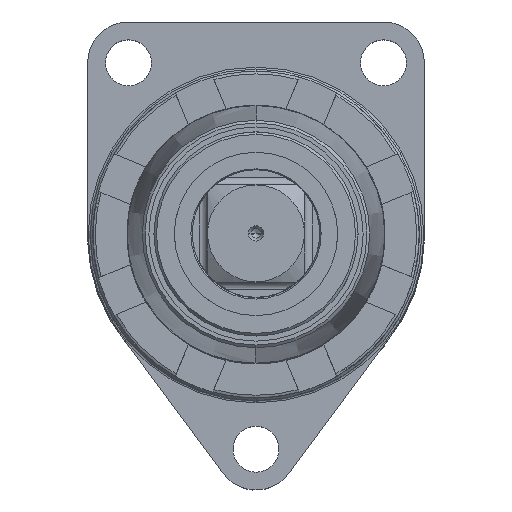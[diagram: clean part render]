
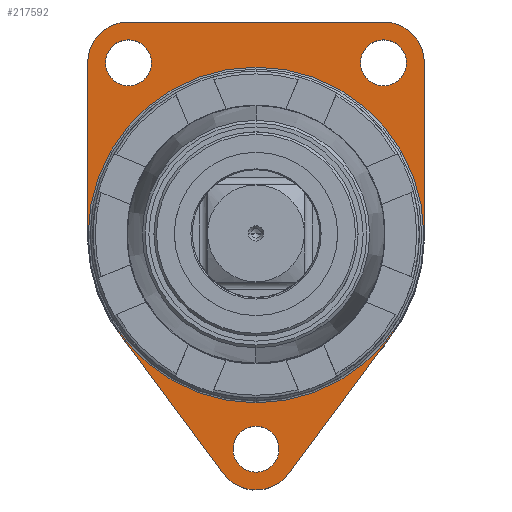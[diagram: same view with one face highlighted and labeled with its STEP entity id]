
A CAD part, top view. The second image highlights one B-rep face of the part: STEP entity #217592.
In plain terms, the highlighted planar face has unit normal (0, 0, 1).
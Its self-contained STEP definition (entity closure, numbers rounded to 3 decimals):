
#216044=DIRECTION('',(0.,-1.,0.));
#216045=VECTOR('',#216044,33.749);
#216046=CARTESIAN_POINT('',(-33.,33.749,-31.5));
#216047=LINE('',#216046,#216045);
#216051=CARTESIAN_POINT('',(-25.,33.749,-31.5));
#216052=DIRECTION('',(0.,0.,1.));
#216053=DIRECTION('',(0.,1.,0.));
#216054=AXIS2_PLACEMENT_3D('',#216051,#216052,#216053);
#216059=DIRECTION('',(-1.,0.,0.));
#216060=VECTOR('',#216059,50.);
#216061=CARTESIAN_POINT('',(25.,41.749,-31.5));
#216062=LINE('',#216061,#216060);
#216066=CARTESIAN_POINT('',(25.,33.749,-31.5));
#216067=DIRECTION('',(0.,0.,1.));
#216068=DIRECTION('',(1.,0.,0.));
#216069=AXIS2_PLACEMENT_3D('',#216066,#216067,#216068);
#216074=DIRECTION('',(0.,1.,0.));
#216075=VECTOR('',#216074,33.749);
#216076=CARTESIAN_POINT('',(33.,0.,-31.5));
#216077=LINE('',#216076,#216075);
#216081=CARTESIAN_POINT('',(0.,0.,-31.5));
#216082=DIRECTION('',(0.,0.,1.));
#216083=DIRECTION('',(0.804,-0.595,0.));
#216084=AXIS2_PLACEMENT_3D('',#216081,#216082,#216083);
#216089=DIRECTION('',(0.595,0.804,0.));
#216090=VECTOR('',#216089,33.749);
#216091=CARTESIAN_POINT('',(6.428,-46.762,-31.5));
#216092=LINE('',#216091,#216090);
#216096=CARTESIAN_POINT('',(0.,-42.,-31.5));
#216097=DIRECTION('',(0.,0.,1.));
#216098=DIRECTION('',(-0.804,-0.595,0.));
#216099=AXIS2_PLACEMENT_3D('',#216096,#216097,#216098);
#216104=DIRECTION('',(0.595,-0.804,0.));
#216105=VECTOR('',#216104,33.749);
#216106=CARTESIAN_POINT('',(-26.517,-19.643,-31.5));
#216107=LINE('',#216106,#216105);
#216111=CARTESIAN_POINT('',(0.,0.,-31.5));
#216112=DIRECTION('',(0.,0.,1.));
#216113=DIRECTION('',(-1.,0.,0.));
#216114=AXIS2_PLACEMENT_3D('',#216111,#216112,#216113);
#216119=CARTESIAN_POINT('',(-25.,33.749,-31.5));
#216120=DIRECTION('',(0.,0.,1.));
#216121=DIRECTION('',(-1.,0.,0.));
#216122=AXIS2_PLACEMENT_3D('',#216119,#216120,#216121);
#216127=CARTESIAN_POINT('',(-25.,33.749,-31.5));
#216128=DIRECTION('',(0.,0.,1.));
#216129=DIRECTION('',(1.,0.,0.));
#216130=AXIS2_PLACEMENT_3D('',#216127,#216128,#216129);
#216135=CARTESIAN_POINT('',(0.,-42.,-31.5));
#216136=DIRECTION('',(0.,0.,1.));
#216137=DIRECTION('',(-1.,0.,0.));
#216138=AXIS2_PLACEMENT_3D('',#216135,#216136,#216137);
#216143=CARTESIAN_POINT('',(0.,-42.,-31.5));
#216144=DIRECTION('',(0.,0.,1.));
#216145=DIRECTION('',(1.,0.,0.));
#216146=AXIS2_PLACEMENT_3D('',#216143,#216144,#216145);
#216151=CARTESIAN_POINT('',(25.,33.749,-31.5));
#216152=DIRECTION('',(0.,0.,1.));
#216153=DIRECTION('',(-1.,0.,0.));
#216154=AXIS2_PLACEMENT_3D('',#216151,#216152,#216153);
#216159=CARTESIAN_POINT('',(25.,33.749,-31.5));
#216160=DIRECTION('',(0.,0.,1.));
#216161=DIRECTION('',(1.,0.,0.));
#216162=AXIS2_PLACEMENT_3D('',#216159,#216160,#216161);
#216167=CARTESIAN_POINT('',(0.,0.,-31.5));
#216168=DIRECTION('',(0.,0.,-1.));
#216169=DIRECTION('',(0.,1.,0.));
#216170=AXIS2_PLACEMENT_3D('',#216167,#216168,#216169);
#216175=CARTESIAN_POINT('',(0.,0.,-31.5));
#216176=DIRECTION('',(0.,0.,-1.));
#216177=DIRECTION('',(0.,-1.,0.));
#216178=AXIS2_PLACEMENT_3D('',#216175,#216176,#216177);
#216834=CARTESIAN_POINT('',(-25.,41.749,-31.5));
#216835=CARTESIAN_POINT('',(-33.,33.749,-31.5));
#216836=VERTEX_POINT('',#216834);
#216837=VERTEX_POINT('',#216835);
#216838=CARTESIAN_POINT('',(-33.,0.,-31.5));
#216839=VERTEX_POINT('',#216838);
#216840=CARTESIAN_POINT('',(-26.517,-19.643,-31.5));
#216841=VERTEX_POINT('',#216840);
#216842=CARTESIAN_POINT('',(-6.428,-46.762,-31.5));
#216843=VERTEX_POINT('',#216842);
#216844=CARTESIAN_POINT('',(6.428,-46.762,-31.5));
#216845=VERTEX_POINT('',#216844);
#216846=CARTESIAN_POINT('',(26.517,-19.643,-31.5));
#216847=VERTEX_POINT('',#216846);
#216848=CARTESIAN_POINT('',(33.,0.,-31.5));
#216849=VERTEX_POINT('',#216848);
#216866=CARTESIAN_POINT('',(-29.5,33.749,-31.5));
#216867=CARTESIAN_POINT('',(-20.5,33.749,-31.5));
#216868=VERTEX_POINT('',#216866);
#216869=VERTEX_POINT('',#216867);
#216874=CARTESIAN_POINT('',(-4.5,-42.,-31.5));
#216875=CARTESIAN_POINT('',(4.5,-42.,-31.5));
#216876=VERTEX_POINT('',#216874);
#216877=VERTEX_POINT('',#216875);
#216886=CARTESIAN_POINT('',(0.,32.9,-31.5));
#216887=CARTESIAN_POINT('',(0.,-32.9,-31.5));
#216888=VERTEX_POINT('',#216886);
#216889=VERTEX_POINT('',#216887);
#216894=CARTESIAN_POINT('',(33.,33.749,-31.5));
#216895=VERTEX_POINT('',#216894);
#216896=CARTESIAN_POINT('',(25.,41.749,-31.5));
#216897=VERTEX_POINT('',#216896);
#216902=CARTESIAN_POINT('',(20.5,33.749,-31.5));
#216903=CARTESIAN_POINT('',(29.5,33.749,-31.5));
#216904=VERTEX_POINT('',#216902);
#216905=VERTEX_POINT('',#216903);
#217543=CARTESIAN_POINT('',(0.,0.,-31.5));
#217544=DIRECTION('',(0.,0.,1.));
#217545=DIRECTION('',(1.,0.,0.));
#217546=AXIS2_PLACEMENT_3D('',#217543,#217544,#217545);
#217547=PLANE('',#217546);
#217549=ORIENTED_EDGE('',*,*,#217548,.F.);
#217551=ORIENTED_EDGE('',*,*,#217550,.F.);
#217553=ORIENTED_EDGE('',*,*,#217552,.F.);
#217555=ORIENTED_EDGE('',*,*,#217554,.F.);
#217557=ORIENTED_EDGE('',*,*,#217556,.F.);
#217559=ORIENTED_EDGE('',*,*,#217558,.F.);
#217561=ORIENTED_EDGE('',*,*,#217560,.F.);
#217563=ORIENTED_EDGE('',*,*,#217562,.F.);
#217565=ORIENTED_EDGE('',*,*,#217564,.F.);
#217567=ORIENTED_EDGE('',*,*,#217566,.F.);
#217568=EDGE_LOOP('',(#217549,#217551,#217553,#217555,#217557,#217559,#217561,
#217563,#217565,#217567));
#217569=FACE_OUTER_BOUND('',#217568,.F.);
#217571=ORIENTED_EDGE('',*,*,#217570,.T.);
#217573=ORIENTED_EDGE('',*,*,#217572,.T.);
#217574=EDGE_LOOP('',(#217571,#217573));
#217575=FACE_BOUND('',#217574,.F.);
#217577=ORIENTED_EDGE('',*,*,#217576,.T.);
#217579=ORIENTED_EDGE('',*,*,#217578,.T.);
#217580=EDGE_LOOP('',(#217577,#217579));
#217581=FACE_BOUND('',#217580,.F.);
#217583=ORIENTED_EDGE('',*,*,#217582,.T.);
#217585=ORIENTED_EDGE('',*,*,#217584,.T.);
#217586=EDGE_LOOP('',(#217583,#217585));
#217587=FACE_BOUND('',#217586,.F.);
#217588=ORIENTED_EDGE('',*,*,#217525,.F.);
#217589=ORIENTED_EDGE('',*,*,#217510,.F.);
#217590=EDGE_LOOP('',(#217588,#217589));
#217591=FACE_BOUND('',#217590,.F.);
#217592=ADVANCED_FACE('',(#217569,#217575,#217581,#217587,#217591),#217547,.T.);
#216055=CIRCLE('',#216054,8.);
#216070=CIRCLE('',#216069,8.);
#216085=CIRCLE('',#216084,33.);
#216100=CIRCLE('',#216099,8.);
#216115=CIRCLE('',#216114,33.);
#216123=CIRCLE('',#216122,4.5);
#216131=CIRCLE('',#216130,4.5);
#216139=CIRCLE('',#216138,4.5);
#216147=CIRCLE('',#216146,4.5);
#216155=CIRCLE('',#216154,4.5);
#216163=CIRCLE('',#216162,4.5);
#216171=CIRCLE('',#216170,32.9);
#216179=CIRCLE('',#216178,32.9);
#217510=EDGE_CURVE('',#216889,#216888,#216179,.T.);
#217525=EDGE_CURVE('',#216888,#216889,#216171,.T.);
#217548=EDGE_CURVE('',#216837,#216839,#216047,.T.);
#217550=EDGE_CURVE('',#216836,#216837,#216055,.T.);
#217552=EDGE_CURVE('',#216897,#216836,#216062,.T.);
#217554=EDGE_CURVE('',#216895,#216897,#216070,.T.);
#217556=EDGE_CURVE('',#216849,#216895,#216077,.T.);
#217558=EDGE_CURVE('',#216847,#216849,#216085,.T.);
#217560=EDGE_CURVE('',#216845,#216847,#216092,.T.);
#217562=EDGE_CURVE('',#216843,#216845,#216100,.T.);
#217564=EDGE_CURVE('',#216841,#216843,#216107,.T.);
#217566=EDGE_CURVE('',#216839,#216841,#216115,.T.);
#217570=EDGE_CURVE('',#216868,#216869,#216123,.T.);
#217572=EDGE_CURVE('',#216869,#216868,#216131,.T.);
#217576=EDGE_CURVE('',#216876,#216877,#216139,.T.);
#217578=EDGE_CURVE('',#216877,#216876,#216147,.T.);
#217582=EDGE_CURVE('',#216904,#216905,#216155,.T.);
#217584=EDGE_CURVE('',#216905,#216904,#216163,.T.);
